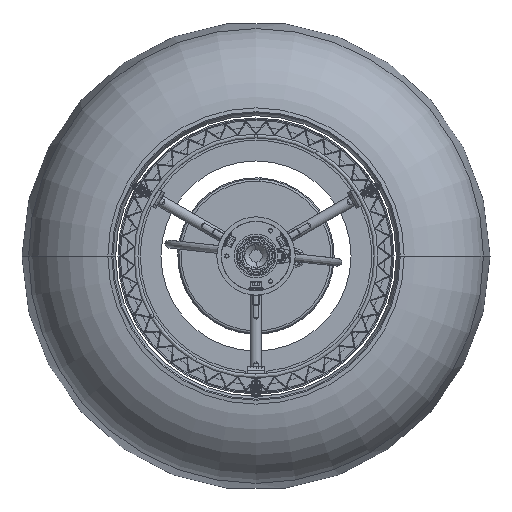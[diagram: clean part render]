
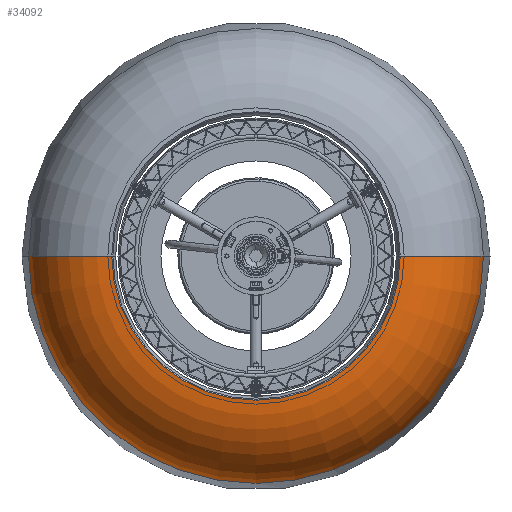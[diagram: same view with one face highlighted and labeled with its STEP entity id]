
A CAD part, front view. The second image highlights one B-rep face of the part: STEP entity #34092.
In plain terms, the highlighted toroidal (fillet/blend) face has major radius 124.457 mm and minor radius 80 mm.
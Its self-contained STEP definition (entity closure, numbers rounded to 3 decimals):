
#210 = CARTESIAN_POINT ( 'NONE',  ( 124.457, -240.078, 0. ) ) ;
#2696 = TOROIDAL_SURFACE ( 'NONE', #25922, 124.457, 80. ) ;
#4633 = DIRECTION ( 'NONE',  ( 1., 0., 0. ) ) ;
#5013 = ORIENTED_EDGE ( 'NONE', *, *, #23023, .F. ) ;
#5851 = CARTESIAN_POINT ( 'NONE',  ( -203.401, -253.033, 0. ) ) ;
#7098 = CARTESIAN_POINT ( 'NONE',  ( 0., -253.033, 0. ) ) ;
#8322 = CARTESIAN_POINT ( 'NONE',  ( 128.952, -319.952, 0. ) ) ;
#8533 = DIRECTION ( 'NONE',  ( 0., 0., -1. ) ) ;
#9011 = DIRECTION ( 'NONE',  ( 0., 1., 0. ) ) ;
#11574 = DIRECTION ( 'NONE',  ( -1., 0., 0. ) ) ;
#15248 = CIRCLE ( 'NONE', #22865, 203.401 ) ;
#17723 = ORIENTED_EDGE ( 'NONE', *, *, #42524, .T. ) ;
#17831 = AXIS2_PLACEMENT_3D ( 'NONE', #210, #31132, #4633 ) ;
#18679 = CIRCLE ( 'NONE', #17831, 80. ) ;
#20563 = CARTESIAN_POINT ( 'NONE',  ( 0., -240.078, 0. ) ) ;
#22477 = ORIENTED_EDGE ( 'NONE', *, *, #33424, .F. ) ;
#22865 = AXIS2_PLACEMENT_3D ( 'NONE', #7098, #38022, #11574 ) ;
#23023 = EDGE_CURVE ( 'NONE', #24669, #49427, #18679, .T. ) ;
#23094 = CARTESIAN_POINT ( 'NONE',  ( -128.952, -319.952, 0. ) ) ;
#24669 = VERTEX_POINT ( 'NONE', #8322 ) ;
#24675 = EDGE_CURVE ( 'NONE', #42691, #52022, #57332, .T. ) ;
#25036 = DIRECTION ( 'NONE',  ( 0., 1., 0. ) ) ;
#25260 = EDGE_LOOP ( 'NONE', ( #5013, #17723, #30584, #22477 ) ) ;
#25922 = AXIS2_PLACEMENT_3D ( 'NONE', #20563, #25036, #29437 ) ;
#29240 = CIRCLE ( 'NONE', #43164, 128.952 ) ;
#29437 = DIRECTION ( 'NONE',  ( -1., 0., 0. ) ) ;
#30584 = ORIENTED_EDGE ( 'NONE', *, *, #24675, .T. ) ;
#31132 = DIRECTION ( 'NONE',  ( 0., 0., 1. ) ) ;
#33424 = EDGE_CURVE ( 'NONE', #49427, #52022, #15248, .T. ) ;
#34092 = ADVANCED_FACE ( 'NONE', ( #48373 ), #2696, .T. ) ;
#34977 = CARTESIAN_POINT ( 'NONE',  ( -124.457, -240.078, 0. ) ) ;
#35446 = CARTESIAN_POINT ( 'NONE',  ( 0., -319.952, 0. ) ) ;
#38022 = DIRECTION ( 'NONE',  ( 0., 1., 0. ) ) ;
#39441 = DIRECTION ( 'NONE',  ( -1., 0., 0. ) ) ;
#39529 = AXIS2_PLACEMENT_3D ( 'NONE', #34977, #8533, #39441 ) ;
#39897 = DIRECTION ( 'NONE',  ( -1., 0., 0. ) ) ;
#41282 = CARTESIAN_POINT ( 'NONE',  ( 203.401, -253.033, 0. ) ) ;
#42524 = EDGE_CURVE ( 'NONE', #24669, #42691, #29240, .T. ) ;
#42691 = VERTEX_POINT ( 'NONE', #23094 ) ;
#43164 = AXIS2_PLACEMENT_3D ( 'NONE', #35446, #9011, #39897 ) ;
#48373 = FACE_OUTER_BOUND ( 'NONE', #25260, .T. ) ;
#49427 = VERTEX_POINT ( 'NONE', #41282 ) ;
#52022 = VERTEX_POINT ( 'NONE', #5851 ) ;
#57332 = CIRCLE ( 'NONE', #39529, 80. ) ;
